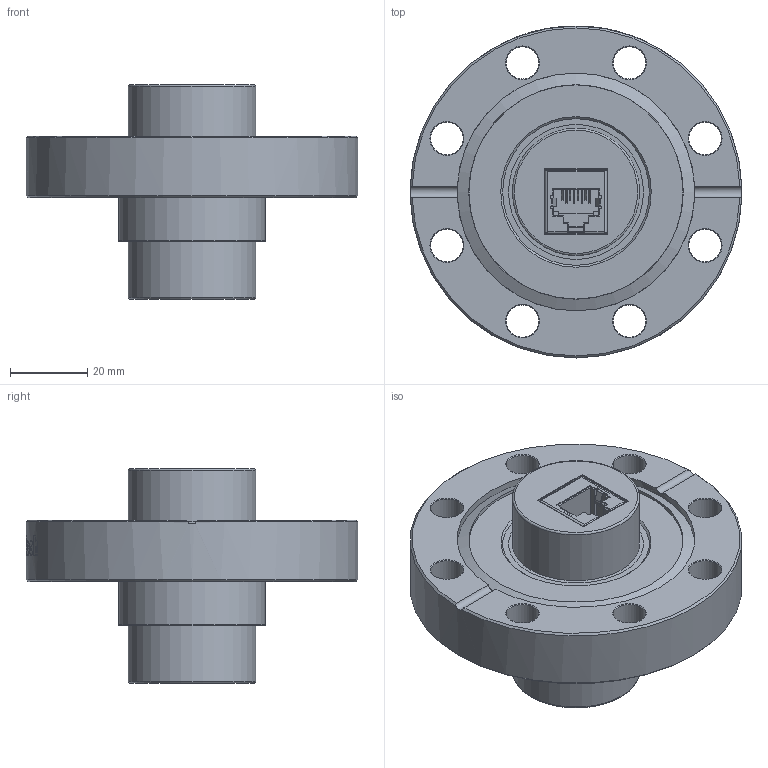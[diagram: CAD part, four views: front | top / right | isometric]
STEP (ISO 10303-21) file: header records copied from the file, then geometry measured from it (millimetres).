
FILE_DESCRIPTION (( 'STEP AP214' ), '1' );
FILE_NAME ('俋楷耀倰-C-CF50-1RJ45.STEP', '2024-08-14T03:52:33', ( '' ), ( '' ), 'SwSTEP 2.0', 'SolidWorks 2020', '' );
FILE_SCHEMA (( 'AUTOMOTIVE_DESIGN' ));
Length unit declared in the file: millimetre
Products named in the file (6): 俋楷耀倰-C-D38-1RJ45-A1; 俋楷耀倰-FL-C-D38-1RJ45-A1; 悵誘欶-SHD-C-KF40-1RJ45; 俋楷耀倰-C-CF50-1RJ45; c-6368150-1-a-3d; FL-CF50-D38
Assembly tree (7 placements, depth 3):
  俋楷耀倰-C-CF50-1RJ45
    FL-CF50-D38
    俋楷耀倰-C-D38-1RJ45-A1
      俋楷耀倰-FL-C-D38-1RJ45-A1
      c-6368150-1-a-3d  x2
      悵誘欶-SHD-C-KF40-1RJ45  x2
Bounding box: 86 x 86 x 55.6 mm (x, y, z)
Volume: 103573.2 mm3; surface area: 38205.9 mm2
Topology: 6 solids, 8 shells, 984 faces, 2900 edges, 1970 vertices
Faces by surface type: plane 664, cylinder 239, bspline 44, cone 32, torus 5
Full cylindrical faces by diameter (mm): 8.4 x8, 30.6 x2, 33 x2, 35 x4, 37.6 x1, 38 x3, 61.6 x1, 86 x1
Entity records: 21926 total; most frequent: CARTESIAN_POINT 7680, ORIENTED_EDGE 3200, DIRECTION 2380, EDGE_CURVE 1600, VERTEX_POINT 1148, VECTOR 1036, LINE 1036, AXIS2_PLACEMENT_3D 672
